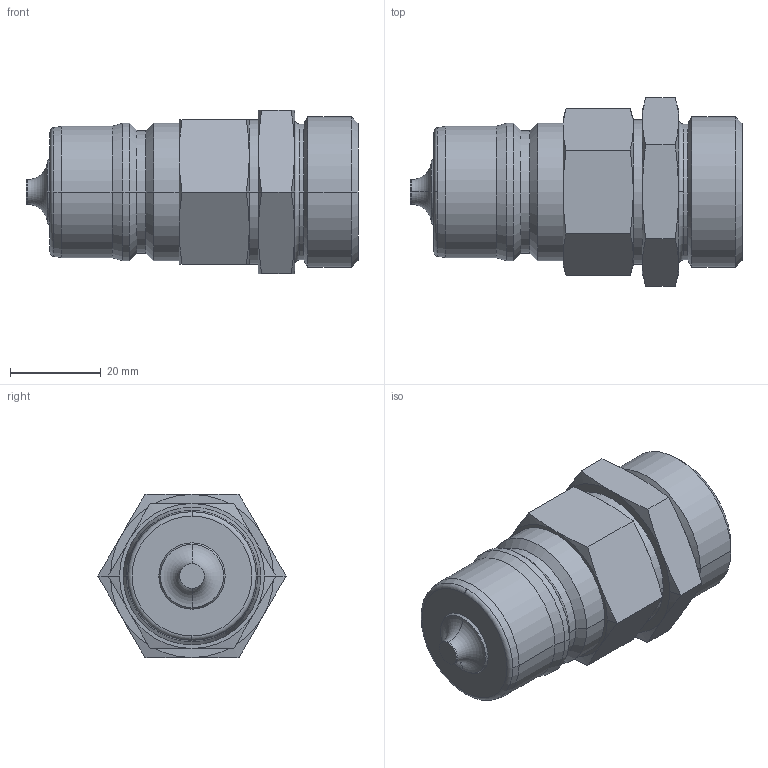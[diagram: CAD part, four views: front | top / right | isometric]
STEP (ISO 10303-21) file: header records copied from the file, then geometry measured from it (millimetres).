
FILE_DESCRIPTION( ( '' ), '1' );
FILE_NAME( '45144460.stp', '2012-08-14T12:58:39', ( '' ), ( '' ), ' ', ' ', ' ' );
FILE_SCHEMA( ( 'CONFIG_CONTROL_DESIGN' ) );
Length unit declared in the file: millimetre
Products named in the file (1): 1
Bounding box: 73.29 x 41.57 x 36 mm (x, y, z)
Volume: 44157.3 mm3; surface area: 11188.4 mm2
Topology: 1 solids, 1 shells, 91 faces, 198 edges, 114 vertices
Faces by surface type: cone 48, plane 19, cylinder 18, torus 6
Entity records: 2452 total; most frequent: CARTESIAN_POINT 500, DIRECTION 430, ORIENTED_EDGE 396, EDGE_CURVE 198, AXIS2_PLACEMENT_3D 188, VERTEX_POINT 114, EDGE_LOOP 96, CIRCLE 96
